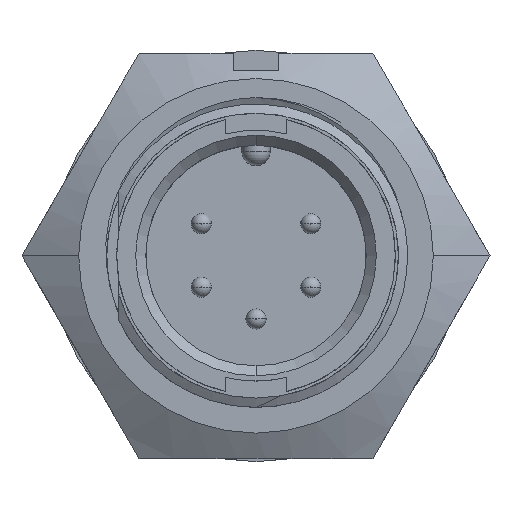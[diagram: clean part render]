
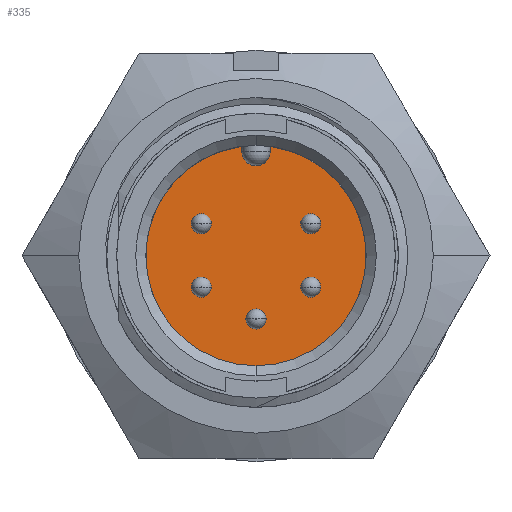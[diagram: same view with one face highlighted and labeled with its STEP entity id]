
A CAD part, top view. The second image highlights one B-rep face of the part: STEP entity #335.
In plain terms, the highlighted planar face has unit normal (0, 0, 1).
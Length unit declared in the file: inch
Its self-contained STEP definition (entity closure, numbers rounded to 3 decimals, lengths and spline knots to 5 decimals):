
#335 = ADVANCED_FACE ( 'NONE', ( #1526, #1469, #1500, #1464, #1530, #1479 ), #12397, .T. ) ;
#373 = EDGE_CURVE ( 'NONE', #1657, #1640, #10285, .T. ) ;
#377 = EDGE_CURVE ( 'NONE', #16266, #1753, #10298, .T. ) ;
#399 = EDGE_CURVE ( 'NONE', #16053, #16176, #10337, .T. ) ;
#403 = EDGE_CURVE ( 'NONE', #16129, #5209, #10336, .T. ) ;
#407 = EDGE_CURVE ( 'NONE', #1614, #1684, #10340, .T. ) ;
#412 = EDGE_CURVE ( 'NONE', #1689, #1707, #10342, .T. ) ;
#1441 = AXIS2_PLACEMENT_3D ( 'NONE', #12398, #12399, #12400 ) ;
#1464 = FACE_BOUND ( 'NONE', #12058, .T. ) ;
#1469 = FACE_BOUND ( 'NONE', #12028, .T. ) ;
#1479 = FACE_BOUND ( 'NONE', #12007, .T. ) ;
#1500 = FACE_OUTER_BOUND ( 'NONE', #12124, .T. ) ;
#1526 = FACE_BOUND ( 'NONE', #16249, .T. ) ;
#1530 = FACE_BOUND ( 'NONE', #11980, .T. ) ;
#1606 = VERTEX_POINT ( 'NONE', #13828 ) ;
#1614 = VERTEX_POINT ( 'NONE', #13836 ) ;
#1640 = VERTEX_POINT ( 'NONE', #13862 ) ;
#1657 = VERTEX_POINT ( 'NONE', #13879 ) ;
#1684 = VERTEX_POINT ( 'NONE', #13906 ) ;
#1689 = VERTEX_POINT ( 'NONE', #13911 ) ;
#1707 = VERTEX_POINT ( 'NONE', #13929 ) ;
#1753 = VERTEX_POINT ( 'NONE', #13975 ) ;
#3553 = CARTESIAN_POINT ( 'NONE',  ( 0., -0.125, -0.29 ) ) ;
#3554 = DIRECTION ( 'NONE',  ( 0., 0., 1. ) ) ;
#3555 = DIRECTION ( 'NONE',  ( 1., 0., 0. ) ) ;
#3556 = CARTESIAN_POINT ( 'NONE',  ( -0.108, -0.062, -0.29 ) ) ;
#3557 = DIRECTION ( 'NONE',  ( 0., 0., 1. ) ) ;
#3558 = DIRECTION ( 'NONE',  ( 1., 0., 0. ) ) ;
#3822 = CARTESIAN_POINT ( 'NONE',  ( -0.108, 0.063, -0.29 ) ) ;
#3829 = DIRECTION ( 'NONE',  ( 0., 0., 1. ) ) ;
#3830 = DIRECTION ( 'NONE',  ( 1., 0., 0. ) ) ;
#3831 = CARTESIAN_POINT ( 'NONE',  ( 0.108, 0.063, -0.29 ) ) ;
#3832 = DIRECTION ( 'NONE',  ( 0., 0., 1. ) ) ;
#3833 = DIRECTION ( 'NONE',  ( 1., 0., 0. ) ) ;
#3841 = CARTESIAN_POINT ( 'NONE',  ( 0.108, -0.062, -0.29 ) ) ;
#3842 = DIRECTION ( 'NONE',  ( 0., 0., 1. ) ) ;
#3843 = DIRECTION ( 'NONE',  ( 1., 0., 0. ) ) ;
#3904 = CARTESIAN_POINT ( 'NONE',  ( 0., 0.2055, -0.29 ) ) ;
#3905 = DIRECTION ( 'NONE',  ( 0., 0., -1. ) ) ;
#3906 = DIRECTION ( 'NONE',  ( 1., 0., 0. ) ) ;
#5209 = VERTEX_POINT ( 'NONE', #13994 ) ;
#10242 = CIRCLE ( 'NONE', #14861, 0.01975 ) ;
#10248 = EDGE_CURVE ( 'NONE', #5209, #16129, #10476, .T. ) ;
#10251 = CIRCLE ( 'NONE', #14815, 0.028 ) ;
#10253 = EDGE_CURVE ( 'NONE', #1753, #16266, #10477, .T. ) ;
#10255 = CIRCLE ( 'NONE', #14848, 0.01975 ) ;
#10285 = CIRCLE ( 'NONE', #11753, 0.01975 ) ;
#10298 = CIRCLE ( 'NONE', #11761, 0.01975 ) ;
#10314 = CIRCLE ( 'NONE', #14859, 0.01975 ) ;
#10336 = CIRCLE ( 'NONE', #11846, 0.01975 ) ;
#10337 = CIRCLE ( 'NONE', #11786, 0.2175 ) ;
#10340 = CIRCLE ( 'NONE', #11785, 0.01975 ) ;
#10342 = CIRCLE ( 'NONE', #11833, 0.01975 ) ;
#10355 = EDGE_CURVE ( 'NONE', #1707, #1689, #10242, .T. ) ;
#10356 = EDGE_CURVE ( 'NONE', #1684, #1614, #10314, .T. ) ;
#10358 = CIRCLE ( 'NONE', #14930, 0.2175 ) ;
#10367 = EDGE_CURVE ( 'NONE', #1640, #1657, #10255, .T. ) ;
#10393 = EDGE_CURVE ( 'NONE', #1606, #16103, #10251, .T. ) ;
#10476 = CIRCLE ( 'NONE', #14914, 0.01975 ) ;
#10477 = CIRCLE ( 'NONE', #14916, 0.01975 ) ;
#10518 = EDGE_CURVE ( 'NONE', #16168, #1606, #15268, .T. ) ;
#10521 = EDGE_CURVE ( 'NONE', #16176, #16168, #10358, .T. ) ;
#10523 = EDGE_CURVE ( 'NONE', #16103, #16053, #15288, .T. ) ;
#11753 = AXIS2_PLACEMENT_3D ( 'NONE', #12521, #12522, #12523 ) ;
#11761 = AXIS2_PLACEMENT_3D ( 'NONE', #12533, #12534, #12535 ) ;
#11785 = AXIS2_PLACEMENT_3D ( 'NONE', #12629, #12630, #12631 ) ;
#11786 = AXIS2_PLACEMENT_3D ( 'NONE', #12605, #12606, #12607 ) ;
#11833 = AXIS2_PLACEMENT_3D ( 'NONE', #12641, #12645, #12646 ) ;
#11846 = AXIS2_PLACEMENT_3D ( 'NONE', #12617, #12618, #12619 ) ;
#11980 = EDGE_LOOP ( 'NONE', ( #15604, #15701 ) ) ;
#12007 = EDGE_LOOP ( 'NONE', ( #15704, #15703 ) ) ;
#12028 = EDGE_LOOP ( 'NONE', ( #15915, #15918 ) ) ;
#12058 = EDGE_LOOP ( 'NONE', ( #15738, #15598 ) ) ;
#12124 = EDGE_LOOP ( 'NONE', ( #15919, #15922, #15924, #15906, #15925 ) ) ;
#12397 = PLANE ( 'NONE',  #1441 ) ;
#12398 = CARTESIAN_POINT ( 'NONE',  ( 0., 0.2055, -0.29 ) ) ;
#12399 = DIRECTION ( 'NONE',  ( 0., 0., 1. ) ) ;
#12400 = DIRECTION ( 'NONE',  ( 1., 0., 0. ) ) ;
#12521 = CARTESIAN_POINT ( 'NONE',  ( 0.108, -0.062, -0.29 ) ) ;
#12522 = DIRECTION ( 'NONE',  ( 0., 0., 1. ) ) ;
#12523 = DIRECTION ( 'NONE',  ( 1., 0., 0. ) ) ;
#12533 = CARTESIAN_POINT ( 'NONE',  ( -0.108, -0.062, -0.29 ) ) ;
#12534 = DIRECTION ( 'NONE',  ( 0., 0., 1. ) ) ;
#12535 = DIRECTION ( 'NONE',  ( 1., 0., 0. ) ) ;
#12605 = CARTESIAN_POINT ( 'NONE',  ( 0., 0., -0.29 ) ) ;
#12606 = DIRECTION ( 'NONE',  ( 0., 0., 1. ) ) ;
#12607 = DIRECTION ( 'NONE',  ( 1., 0., 0. ) ) ;
#12617 = CARTESIAN_POINT ( 'NONE',  ( 0., -0.125, -0.29 ) ) ;
#12618 = DIRECTION ( 'NONE',  ( 0., 0., 1. ) ) ;
#12619 = DIRECTION ( 'NONE',  ( 1., 0., 0. ) ) ;
#12629 = CARTESIAN_POINT ( 'NONE',  ( 0.108, 0.063, -0.29 ) ) ;
#12630 = DIRECTION ( 'NONE',  ( 0., 0., 1. ) ) ;
#12631 = DIRECTION ( 'NONE',  ( 1., 0., 0. ) ) ;
#12641 = CARTESIAN_POINT ( 'NONE',  ( -0.108, 0.063, -0.29 ) ) ;
#12645 = DIRECTION ( 'NONE',  ( 0., 0., 1. ) ) ;
#12646 = DIRECTION ( 'NONE',  ( 1., 0., 0. ) ) ;
#13828 = CARTESIAN_POINT ( 'NONE',  ( 0.028, 0.2055, -0.29 ) ) ;
#13836 = CARTESIAN_POINT ( 'NONE',  ( 0.12775, 0.063, -0.29 ) ) ;
#13862 = CARTESIAN_POINT ( 'NONE',  ( 0.08825, -0.062, -0.29 ) ) ;
#13879 = CARTESIAN_POINT ( 'NONE',  ( 0.12775, -0.062, -0.29 ) ) ;
#13906 = CARTESIAN_POINT ( 'NONE',  ( 0.08825, 0.063, -0.29 ) ) ;
#13911 = CARTESIAN_POINT ( 'NONE',  ( -0.08825, 0.063, -0.29 ) ) ;
#13929 = CARTESIAN_POINT ( 'NONE',  ( -0.12775, 0.063, -0.29 ) ) ;
#13975 = CARTESIAN_POINT ( 'NONE',  ( -0.12775, -0.062, -0.29 ) ) ;
#13994 = CARTESIAN_POINT ( 'NONE',  ( -0.01975, -0.125, -0.29 ) ) ;
#14815 = AXIS2_PLACEMENT_3D ( 'NONE', #3904, #3905, #3906 ) ;
#14848 = AXIS2_PLACEMENT_3D ( 'NONE', #3841, #3842, #3843 ) ;
#14859 = AXIS2_PLACEMENT_3D ( 'NONE', #3831, #3832, #3833 ) ;
#14861 = AXIS2_PLACEMENT_3D ( 'NONE', #3822, #3829, #3830 ) ;
#14909 = VECTOR ( 'NONE', #15270, 39.37008 ) ;
#14914 = AXIS2_PLACEMENT_3D ( 'NONE', #3553, #3554, #3555 ) ;
#14916 = AXIS2_PLACEMENT_3D ( 'NONE', #3556, #3557, #3558 ) ;
#14930 = AXIS2_PLACEMENT_3D ( 'NONE', #15273, #15277, #15278 ) ;
#15002 = VECTOR ( 'NONE', #15290, 39.37008 ) ;
#15268 = LINE ( 'NONE', #15269, #14909 ) ;
#15269 = CARTESIAN_POINT ( 'NONE',  ( 0.028, 0.21569, -0.29 ) ) ;
#15270 = DIRECTION ( 'NONE',  ( 0., -1., 0. ) ) ;
#15273 = CARTESIAN_POINT ( 'NONE',  ( 0., 0., -0.29 ) ) ;
#15277 = DIRECTION ( 'NONE',  ( 0., 0., 1. ) ) ;
#15278 = DIRECTION ( 'NONE',  ( 1., 0., 0. ) ) ;
#15288 = LINE ( 'NONE', #15289, #15002 ) ;
#15289 = CARTESIAN_POINT ( 'NONE',  ( -0.028, 0.2055, -0.29 ) ) ;
#15290 = DIRECTION ( 'NONE',  ( 0., 1., 0. ) ) ;
#15303 = CARTESIAN_POINT ( 'NONE',  ( -0.028, 0.21569, -0.29 ) ) ;
#15343 = CARTESIAN_POINT ( 'NONE',  ( -0.028, 0.2055, -0.29 ) ) ;
#15363 = CARTESIAN_POINT ( 'NONE',  ( 0.01975, -0.125, -0.29 ) ) ;
#15394 = CARTESIAN_POINT ( 'NONE',  ( 0.028, 0.21569, -0.29 ) ) ;
#15401 = CARTESIAN_POINT ( 'NONE',  ( 0., -0.2175, -0.29 ) ) ;
#15481 = CARTESIAN_POINT ( 'NONE',  ( -0.08825, -0.062, -0.29 ) ) ;
#15598 = ORIENTED_EDGE ( 'NONE', *, *, #412, .F. ) ;
#15604 = ORIENTED_EDGE ( 'NONE', *, *, #10367, .F. ) ;
#15701 = ORIENTED_EDGE ( 'NONE', *, *, #373, .F. ) ;
#15703 = ORIENTED_EDGE ( 'NONE', *, *, #377, .F. ) ;
#15704 = ORIENTED_EDGE ( 'NONE', *, *, #10253, .F. ) ;
#15738 = ORIENTED_EDGE ( 'NONE', *, *, #10355, .F. ) ;
#15906 = ORIENTED_EDGE ( 'NONE', *, *, #10521, .T. ) ;
#15912 = ORIENTED_EDGE ( 'NONE', *, *, #10248, .F. ) ;
#15913 = ORIENTED_EDGE ( 'NONE', *, *, #403, .F. ) ;
#15915 = ORIENTED_EDGE ( 'NONE', *, *, #10356, .F. ) ;
#15918 = ORIENTED_EDGE ( 'NONE', *, *, #407, .F. ) ;
#15919 = ORIENTED_EDGE ( 'NONE', *, *, #10393, .T. ) ;
#15922 = ORIENTED_EDGE ( 'NONE', *, *, #10523, .T. ) ;
#15924 = ORIENTED_EDGE ( 'NONE', *, *, #399, .T. ) ;
#15925 = ORIENTED_EDGE ( 'NONE', *, *, #10518, .T. ) ;
#16053 = VERTEX_POINT ( 'NONE', #15303 ) ;
#16103 = VERTEX_POINT ( 'NONE', #15343 ) ;
#16129 = VERTEX_POINT ( 'NONE', #15363 ) ;
#16168 = VERTEX_POINT ( 'NONE', #15394 ) ;
#16176 = VERTEX_POINT ( 'NONE', #15401 ) ;
#16249 = EDGE_LOOP ( 'NONE', ( #15912, #15913 ) ) ;
#16266 = VERTEX_POINT ( 'NONE', #15481 ) ;
